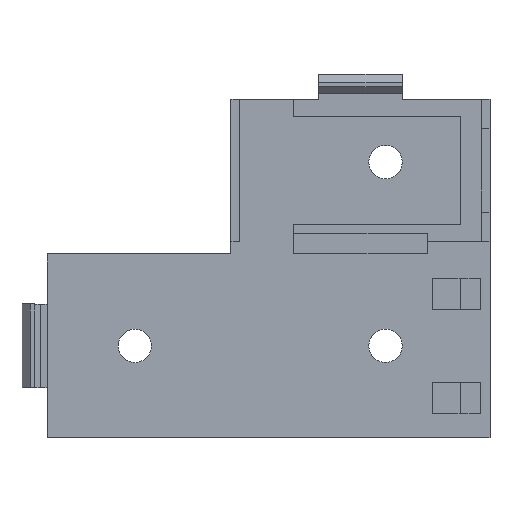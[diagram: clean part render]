
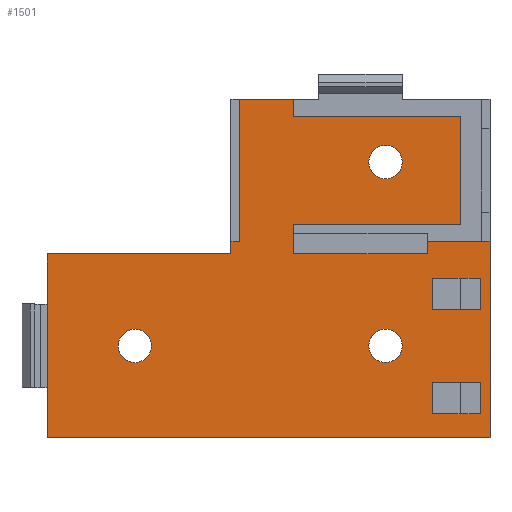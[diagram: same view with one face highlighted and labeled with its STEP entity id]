
A CAD part, top view. The second image highlights one B-rep face of the part: STEP entity #1501.
In plain terms, the highlighted planar face has unit normal (0, 0, 1).
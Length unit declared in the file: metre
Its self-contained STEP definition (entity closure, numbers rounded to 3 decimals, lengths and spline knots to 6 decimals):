
#18=CIRCLE('',#1587,0.002);
#19=CIRCLE('',#1589,0.002);
#20=CIRCLE('',#1593,0.002);
#203=ORIENTED_EDGE('',*,*,#567,.F.);
#204=ORIENTED_EDGE('',*,*,#568,.T.);
#205=ORIENTED_EDGE('',*,*,#569,.T.);
#206=ORIENTED_EDGE('',*,*,#570,.F.);
#207=ORIENTED_EDGE('',*,*,#571,.T.);
#208=ORIENTED_EDGE('',*,*,#572,.T.);
#209=ORIENTED_EDGE('',*,*,#573,.F.);
#210=ORIENTED_EDGE('',*,*,#574,.F.);
#211=ORIENTED_EDGE('',*,*,#557,.F.);
#212=ORIENTED_EDGE('',*,*,#558,.F.);
#213=ORIENTED_EDGE('',*,*,#529,.F.);
#214=ORIENTED_EDGE('',*,*,#575,.T.);
#215=ORIENTED_EDGE('',*,*,#555,.T.);
#216=ORIENTED_EDGE('',*,*,#576,.T.);
#217=ORIENTED_EDGE('',*,*,#493,.T.);
#218=ORIENTED_EDGE('',*,*,#531,.F.);
#219=ORIENTED_EDGE('',*,*,#577,.T.);
#220=ORIENTED_EDGE('',*,*,#578,.T.);
#221=ORIENTED_EDGE('',*,*,#451,.F.);
#222=ORIENTED_EDGE('',*,*,#566,.T.);
#223=ORIENTED_EDGE('',*,*,#513,.T.);
#224=ORIENTED_EDGE('',*,*,#579,.F.);
#225=ORIENTED_EDGE('',*,*,#580,.F.);
#226=ORIENTED_EDGE('',*,*,#581,.T.);
#227=ORIENTED_EDGE('',*,*,#582,.T.);
#228=ORIENTED_EDGE('',*,*,#519,.T.);
#229=ORIENTED_EDGE('',*,*,#583,.T.);
#230=ORIENTED_EDGE('',*,*,#455,.T.);
#231=ORIENTED_EDGE('',*,*,#564,.T.);
#451=EDGE_CURVE('',#664,#665,#807,.T.);
#455=EDGE_CURVE('',#668,#669,#811,.T.);
#493=EDGE_CURVE('',#698,#700,#849,.T.);
#513=EDGE_CURVE('',#717,#716,#866,.T.);
#519=EDGE_CURVE('',#721,#720,#872,.T.);
#529=EDGE_CURVE('',#728,#669,#882,.T.);
#531=EDGE_CURVE('',#729,#700,#884,.T.);
#555=EDGE_CURVE('',#743,#734,#908,.T.);
#557=EDGE_CURVE('',#744,#744,#18,.T.);
#558=EDGE_CURVE('',#745,#745,#19,.T.);
#564=EDGE_CURVE('',#748,#748,#20,.T.);
#566=EDGE_CURVE('',#664,#717,#916,.T.);
#567=EDGE_CURVE('',#749,#750,#917,.T.);
#568=EDGE_CURVE('',#749,#751,#918,.T.);
#569=EDGE_CURVE('',#751,#752,#919,.T.);
#570=EDGE_CURVE('',#750,#752,#920,.T.);
#571=EDGE_CURVE('',#753,#754,#921,.T.);
#572=EDGE_CURVE('',#754,#755,#922,.T.);
#573=EDGE_CURVE('',#756,#755,#923,.T.);
#574=EDGE_CURVE('',#753,#756,#924,.T.);
#575=EDGE_CURVE('',#728,#743,#925,.T.);
#576=EDGE_CURVE('',#734,#698,#926,.T.);
#577=EDGE_CURVE('',#729,#757,#927,.T.);
#578=EDGE_CURVE('',#757,#665,#928,.T.);
#579=EDGE_CURVE('',#758,#716,#929,.T.);
#580=EDGE_CURVE('',#759,#758,#930,.T.);
#581=EDGE_CURVE('',#759,#760,#931,.T.);
#582=EDGE_CURVE('',#760,#721,#932,.T.);
#583=EDGE_CURVE('',#720,#668,#933,.T.);
#664=VERTEX_POINT('',#2027);
#665=VERTEX_POINT('',#2028);
#668=VERTEX_POINT('',#2036);
#669=VERTEX_POINT('',#2037);
#698=VERTEX_POINT('',#2108);
#700=VERTEX_POINT('',#2112);
#716=VERTEX_POINT('',#2151);
#717=VERTEX_POINT('',#2153);
#720=VERTEX_POINT('',#2163);
#721=VERTEX_POINT('',#2165);
#728=VERTEX_POINT('',#2184);
#729=VERTEX_POINT('',#2188);
#734=VERTEX_POINT('',#2202);
#743=VERTEX_POINT('',#2224);
#744=VERTEX_POINT('',#2238);
#745=VERTEX_POINT('',#2241);
#748=VERTEX_POINT('',#2253);
#749=VERTEX_POINT('',#2261);
#750=VERTEX_POINT('',#2262);
#751=VERTEX_POINT('',#2264);
#752=VERTEX_POINT('',#2266);
#753=VERTEX_POINT('',#2269);
#754=VERTEX_POINT('',#2270);
#755=VERTEX_POINT('',#2272);
#756=VERTEX_POINT('',#2274);
#757=VERTEX_POINT('',#2279);
#758=VERTEX_POINT('',#2282);
#759=VERTEX_POINT('',#2284);
#760=VERTEX_POINT('',#2286);
#807=LINE('',#2026,#1014);
#811=LINE('',#2035,#1018);
#849=LINE('',#2113,#1056);
#866=LINE('',#2152,#1073);
#872=LINE('',#2164,#1079);
#882=LINE('',#2185,#1089);
#884=LINE('',#2189,#1091);
#908=LINE('',#2233,#1115);
#916=LINE('',#2258,#1123);
#917=LINE('',#2260,#1124);
#918=LINE('',#2263,#1125);
#919=LINE('',#2265,#1126);
#920=LINE('',#2267,#1127);
#921=LINE('',#2268,#1128);
#922=LINE('',#2271,#1129);
#923=LINE('',#2273,#1130);
#924=LINE('',#2275,#1131);
#925=LINE('',#2276,#1132);
#926=LINE('',#2277,#1133);
#927=LINE('',#2278,#1134);
#928=LINE('',#2280,#1135);
#929=LINE('',#2281,#1136);
#930=LINE('',#2283,#1137);
#931=LINE('',#2285,#1138);
#932=LINE('',#2287,#1139);
#933=LINE('',#2288,#1140);
#1014=VECTOR('',#1650,1.);
#1018=VECTOR('',#1656,1.);
#1056=VECTOR('',#1708,1.);
#1073=VECTOR('',#1737,1.);
#1079=VECTOR('',#1747,1.);
#1089=VECTOR('',#1763,1.);
#1091=VECTOR('',#1767,1.);
#1115=VECTOR('',#1803,1.);
#1123=VECTOR('',#1835,1.);
#1124=VECTOR('',#1838,1.);
#1125=VECTOR('',#1839,1.);
#1126=VECTOR('',#1840,1.);
#1127=VECTOR('',#1841,1.);
#1128=VECTOR('',#1842,1.);
#1129=VECTOR('',#1843,1.);
#1130=VECTOR('',#1844,1.);
#1131=VECTOR('',#1845,1.);
#1132=VECTOR('',#1846,1.);
#1133=VECTOR('',#1847,1.);
#1134=VECTOR('',#1848,1.);
#1135=VECTOR('',#1849,1.);
#1136=VECTOR('',#1850,1.);
#1137=VECTOR('',#1851,1.);
#1138=VECTOR('',#1852,1.);
#1139=VECTOR('',#1853,1.);
#1140=VECTOR('',#1854,1.);
#1257=EDGE_LOOP('',(#203,#204,#205,#206));
#1258=EDGE_LOOP('',(#207,#208,#209,#210));
#1259=EDGE_LOOP('',(#211));
#1260=EDGE_LOOP('',(#212));
#1261=EDGE_LOOP('',(#213,#214,#215,#216,#217,#218,#219,#220,#221,#222,#223,
#224,#225,#226,#227,#228,#229,#230));
#1262=EDGE_LOOP('',(#231));
#1345=FACE_BOUND('',#1257,.T.);
#1346=FACE_BOUND('',#1258,.T.);
#1347=FACE_BOUND('',#1259,.T.);
#1348=FACE_BOUND('',#1260,.T.);
#1349=FACE_BOUND('',#1261,.T.);
#1350=FACE_BOUND('',#1262,.T.);
#1424=PLANE('',#1597);
#1501=ADVANCED_FACE('',(#1345,#1346,#1347,#1348,#1349,#1350),#1424,.F.);
#1587=AXIS2_PLACEMENT_3D('',#2237,#1809,#1810);
#1589=AXIS2_PLACEMENT_3D('',#2240,#1813,#1814);
#1593=AXIS2_PLACEMENT_3D('',#2252,#1826,#1827);
#1597=AXIS2_PLACEMENT_3D('',#2259,#1836,#1837);
#1650=DIRECTION('',(1.,0.,0.));
#1656=DIRECTION('',(0.,-1.,0.));
#1708=DIRECTION('',(1.,0.,0.));
#1737=DIRECTION('',(1.,0.,0.));
#1747=DIRECTION('',(0.,-1.,0.));
#1763=DIRECTION('',(1.,0.,0.));
#1767=DIRECTION('',(0.,-1.,0.));
#1803=DIRECTION('',(0.,-1.,0.));
#1809=DIRECTION('',(0.,0.,1.));
#1810=DIRECTION('',(1.,0.,0.));
#1813=DIRECTION('',(0.,0.,1.));
#1814=DIRECTION('',(1.,0.,0.));
#1826=DIRECTION('',(0.,0.,-1.));
#1827=DIRECTION('',(-1.,0.,0.));
#1835=DIRECTION('',(0.,1.,0.));
#1836=DIRECTION('',(0.,0.,-1.));
#1837=DIRECTION('',(-1.,0.,0.));
#1838=DIRECTION('',(0.,1.,0.));
#1839=DIRECTION('',(-1.,0.,0.));
#1840=DIRECTION('',(0.,1.,0.));
#1841=DIRECTION('',(-1.,0.,0.));
#1842=DIRECTION('',(-1.,0.,0.));
#1843=DIRECTION('',(0.,1.,0.));
#1844=DIRECTION('',(-1.,0.,0.));
#1845=DIRECTION('',(0.,1.,0.));
#1846=DIRECTION('',(0.,-1.,0.));
#1847=DIRECTION('',(0.,-1.,0.));
#1848=DIRECTION('',(-1.,0.,0.));
#1849=DIRECTION('',(0.,-1.,0.));
#1850=DIRECTION('',(0.,-1.,0.));
#1851=DIRECTION('',(1.,0.,0.));
#1852=DIRECTION('',(0.,1.,0.));
#1853=DIRECTION('',(-1.,0.,0.));
#1854=DIRECTION('',(-1.,0.,0.));
#2026=CARTESIAN_POINT('',(0.05425,0.011,-0.001));
#2027=CARTESIAN_POINT('',(0.04625,0.011,-0.001));
#2028=CARTESIAN_POINT('',(0.06225,0.011,-0.001));
#2035=CARTESIAN_POINT('',(0.03875,0.012502,-0.001));
#2036=CARTESIAN_POINT('',(0.03875,0.0125,-0.001));
#2037=CARTESIAN_POINT('',(0.03875,0.011,-0.001));
#2108=CARTESIAN_POINT('',(0.01675,-0.011,-0.001));
#2112=CARTESIAN_POINT('',(0.06975,-0.011,-0.001));
#2113=CARTESIAN_POINT('',(0.0445,-0.011,-0.001));
#2151=CARTESIAN_POINT('',(0.06625,0.0145,-0.001));
#2152=CARTESIAN_POINT('',(0.05425,0.0145,-0.001));
#2153=CARTESIAN_POINT('',(0.04625,0.0145,-0.001));
#2163=CARTESIAN_POINT('',(0.03975,0.0125,-0.001));
#2164=CARTESIAN_POINT('',(0.03975,0.01475,-0.001));
#2165=CARTESIAN_POINT('',(0.03975,0.0295,-0.001));
#2184=CARTESIAN_POINT('',(0.01675,0.011,-0.001));
#2185=CARTESIAN_POINT('',(0.05425,0.011,-0.001));
#2188=CARTESIAN_POINT('',(0.06975,0.0125,-0.001));
#2189=CARTESIAN_POINT('',(0.06975,0.011002,-0.001));
#2202=CARTESIAN_POINT('',(0.01675,-0.005,-0.001));
#2224=CARTESIAN_POINT('',(0.01675,0.005,-0.001));
#2233=CARTESIAN_POINT('',(0.01675,0.011002,-0.001));
#2237=CARTESIAN_POINT('',(0.02725,0.,-0.001));
#2238=CARTESIAN_POINT('',(0.02925,0.,-0.001));
#2240=CARTESIAN_POINT('',(0.05725,0.,-0.001));
#2241=CARTESIAN_POINT('',(0.05925,0.,-0.001));
#2252=CARTESIAN_POINT('',(0.05725,0.022,-0.001));
#2253=CARTESIAN_POINT('',(0.05525,0.022,-0.001));
#2258=CARTESIAN_POINT('',(0.04625,0.0135,-0.001));
#2259=CARTESIAN_POINT('',(0.0445,0.011002,-0.001));
#2260=CARTESIAN_POINT('',(0.0686,-0.00625,-0.001));
#2261=CARTESIAN_POINT('',(0.0686,-0.0081,-0.001));
#2262=CARTESIAN_POINT('',(0.0686,-0.0044,-0.001));
#2263=CARTESIAN_POINT('',(0.065675,-0.0081,-0.001));
#2264=CARTESIAN_POINT('',(0.0629,-0.0081,-0.001));
#2265=CARTESIAN_POINT('',(0.0629,-0.007175,-0.001));
#2266=CARTESIAN_POINT('',(0.0629,-0.0044,-0.001));
#2267=CARTESIAN_POINT('',(0.065675,-0.0044,-0.001));
#2268=CARTESIAN_POINT('',(0.063825,0.0044,-0.001));
#2269=CARTESIAN_POINT('',(0.0686,0.0044,-0.001));
#2270=CARTESIAN_POINT('',(0.0629,0.0044,-0.001));
#2271=CARTESIAN_POINT('',(0.0629,0.005325,-0.001));
#2272=CARTESIAN_POINT('',(0.0629,0.0081,-0.001));
#2273=CARTESIAN_POINT('',(0.063825,0.0081,-0.001));
#2274=CARTESIAN_POINT('',(0.0686,0.0081,-0.001));
#2275=CARTESIAN_POINT('',(0.0686,0.00625,-0.001));
#2276=CARTESIAN_POINT('',(0.01675,0.008,-0.001));
#2277=CARTESIAN_POINT('',(0.01675,-0.008,-0.001));
#2278=CARTESIAN_POINT('',(0.05425,0.0125,-0.001));
#2279=CARTESIAN_POINT('',(0.06225,0.0125,-0.001));
#2280=CARTESIAN_POINT('',(0.06225,0.012502,-0.001));
#2281=CARTESIAN_POINT('',(0.06625,0.031,-0.001));
#2282=CARTESIAN_POINT('',(0.06625,0.0275,-0.001));
#2283=CARTESIAN_POINT('',(0.046248,0.0275,-0.001));
#2284=CARTESIAN_POINT('',(0.04625,0.0275,-0.001));
#2285=CARTESIAN_POINT('',(0.04625,0.031,-0.001));
#2286=CARTESIAN_POINT('',(0.04625,0.0295,-0.001));
#2287=CARTESIAN_POINT('',(0.044,0.0295,-0.001));
#2288=CARTESIAN_POINT('',(0.05425,0.0125,-0.001));
